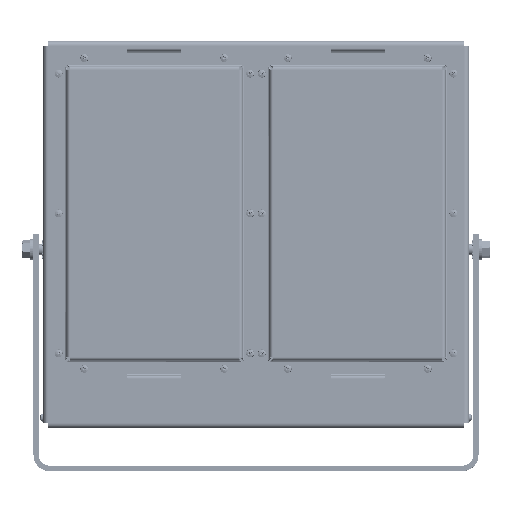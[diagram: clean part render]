
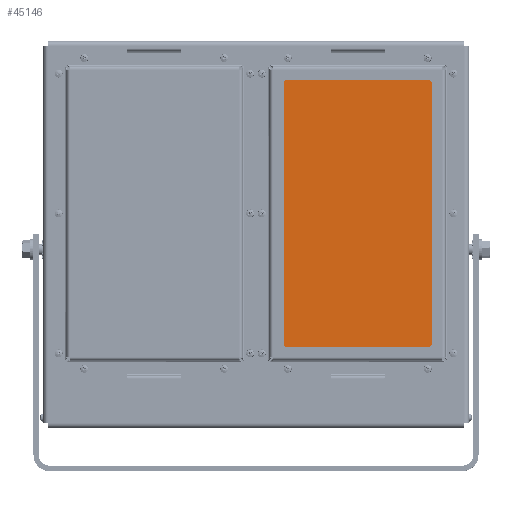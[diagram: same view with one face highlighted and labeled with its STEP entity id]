
A CAD part, top view. The second image highlights one B-rep face of the part: STEP entity #45146.
In plain terms, the highlighted planar face has unit normal (0, 0, 1).
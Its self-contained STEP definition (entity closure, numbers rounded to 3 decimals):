
#3722=PLANE('',#48626);
#5657=LINE('',#72555,#9060);
#5663=LINE('',#72570,#9066);
#5665=LINE('',#72576,#9068);
#5666=LINE('',#72578,#9069);
#9060=VECTOR('',#56604,7.46);
#9066=VECTOR('',#56620,7.46);
#9068=VECTOR('',#56628,12.96);
#9069=VECTOR('',#56631,12.96);
#13034=FACE_OUTER_BOUND('',#15983,.T.);
#15983=EDGE_LOOP('',(#35044,#35045,#35046,#35047,#35048,#35049,#35050,#35051));
#18902=CIRCLE('',#48610,0.25);
#18907=CIRCLE('',#48618,0.25);
#18908=CIRCLE('',#48620,0.25);
#18909=CIRCLE('',#48623,0.25);
#21754=VERTEX_POINT('',#72531);
#21755=VERTEX_POINT('',#72532);
#21764=VERTEX_POINT('',#72554);
#21765=VERTEX_POINT('',#72558);
#21766=VERTEX_POINT('',#72562);
#21767=VERTEX_POINT('',#72563);
#21768=VERTEX_POINT('',#72568);
#21769=VERTEX_POINT('',#72572);
#26582=EDGE_CURVE('',#21754,#21755,#18902,.T.);
#26593=EDGE_CURVE('',#21755,#21764,#5657,.T.);
#26595=EDGE_CURVE('',#21764,#21765,#18907,.T.);
#26597=EDGE_CURVE('',#21766,#21767,#18908,.T.);
#26601=EDGE_CURVE('',#21768,#21766,#5663,.T.);
#26602=EDGE_CURVE('',#21769,#21768,#18909,.T.);
#26604=EDGE_CURVE('',#21767,#21754,#5665,.T.);
#26605=EDGE_CURVE('',#21765,#21769,#5666,.T.);
#35044=ORIENTED_EDGE('',*,*,#26582,.F.);
#35045=ORIENTED_EDGE('',*,*,#26604,.F.);
#35046=ORIENTED_EDGE('',*,*,#26597,.F.);
#35047=ORIENTED_EDGE('',*,*,#26601,.F.);
#35048=ORIENTED_EDGE('',*,*,#26602,.F.);
#35049=ORIENTED_EDGE('',*,*,#26605,.F.);
#35050=ORIENTED_EDGE('',*,*,#26595,.F.);
#35051=ORIENTED_EDGE('',*,*,#26593,.F.);
#45146=ADVANCED_FACE('',(#13034),#3722,.T.);
#48610=AXIS2_PLACEMENT_3D('',#72533,#56584,#56585);
#48618=AXIS2_PLACEMENT_3D('',#72559,#56608,#56609);
#48620=AXIS2_PLACEMENT_3D('',#72564,#56613,#56614);
#48623=AXIS2_PLACEMENT_3D('',#72573,#56623,#56624);
#48626=AXIS2_PLACEMENT_3D('',#72579,#56632,#56633);
#56584=DIRECTION('center_axis',(0.,0.,-1.));
#56585=DIRECTION('ref_axis',(0.707,-0.707,0.));
#56604=DIRECTION('',(-1.,0.,0.));
#56608=DIRECTION('center_axis',(0.,0.,-1.));
#56609=DIRECTION('ref_axis',(-0.707,-0.707,0.));
#56613=DIRECTION('center_axis',(0.,0.,-1.));
#56614=DIRECTION('ref_axis',(0.707,0.707,0.));
#56620=DIRECTION('',(1.,0.,0.));
#56623=DIRECTION('center_axis',(0.,0.,-1.));
#56624=DIRECTION('ref_axis',(-0.707,0.707,0.));
#56628=DIRECTION('',(0.,-1.,0.));
#56631=DIRECTION('',(0.,1.,0.));
#56632=DIRECTION('center_axis',(0.,0.,1.));
#56633=DIRECTION('ref_axis',(1.,0.,0.));
#72531=CARTESIAN_POINT('',(3.98,-6.48,0.125));
#72532=CARTESIAN_POINT('',(3.73,-6.73,0.125));
#72533=CARTESIAN_POINT('Origin',(3.73,-6.48,0.125));
#72554=CARTESIAN_POINT('',(-3.73,-6.73,0.125));
#72555=CARTESIAN_POINT('',(-3.98,-6.73,0.125));
#72558=CARTESIAN_POINT('',(-3.98,-6.48,0.125));
#72559=CARTESIAN_POINT('Origin',(-3.73,-6.48,0.125));
#72562=CARTESIAN_POINT('',(3.73,6.73,0.125));
#72563=CARTESIAN_POINT('',(3.98,6.48,0.125));
#72564=CARTESIAN_POINT('Origin',(3.73,6.48,0.125));
#72568=CARTESIAN_POINT('',(-3.73,6.73,0.125));
#72570=CARTESIAN_POINT('',(3.98,6.73,0.125));
#72572=CARTESIAN_POINT('',(-3.98,6.48,0.125));
#72573=CARTESIAN_POINT('Origin',(-3.73,6.48,0.125));
#72576=CARTESIAN_POINT('',(3.98,-6.73,0.125));
#72578=CARTESIAN_POINT('',(-3.98,6.73,0.125));
#72579=CARTESIAN_POINT('Origin',(0.,0.,0.125));
